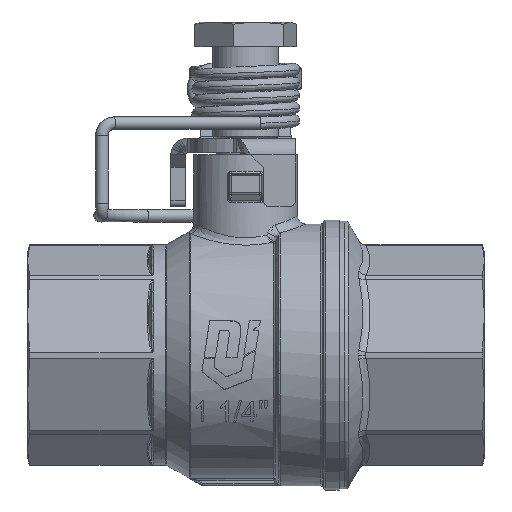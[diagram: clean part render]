
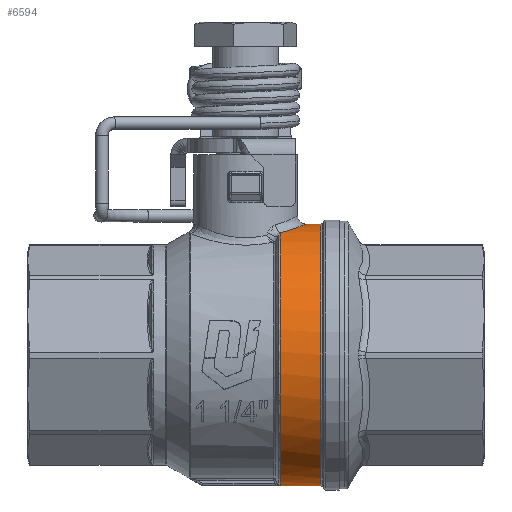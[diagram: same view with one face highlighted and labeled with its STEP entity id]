
A CAD part, front view. The second image highlights one B-rep face of the part: STEP entity #6594.
In plain terms, the highlighted cylindrical face has radius 31.5 mm (diameter 63 mm), a full revolution.
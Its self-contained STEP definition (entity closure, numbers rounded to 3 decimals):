
#6395=CARTESIAN_POINT('',(18.134,31.5,0.));
#6396=VERTEX_POINT('',#6395);
#6404=CARTESIAN_POINT('',(18.134,0.,31.5));
#6405=VERTEX_POINT('',#6404);
#6406=CARTESIAN_POINT('',(18.134,0.,0.));
#6407=DIRECTION('',(1.,0.,0.));
#6408=DIRECTION('',(0.,1.,-0.));
#6409=AXIS2_PLACEMENT_3D('',#6406,#6407,#6408);
#6410=CIRCLE('',#6409,31.5);
#6411=EDGE_CURVE('',#6396,#6405,#6410,.T.);
#6413=CARTESIAN_POINT('',(18.134,-31.5,0.));
#6414=VERTEX_POINT('',#6413);
#6415=CARTESIAN_POINT('',(18.134,0.,0.));
#6416=DIRECTION('',(1.,0.,0.));
#6417=DIRECTION('',(0.,1.,-0.));
#6418=AXIS2_PLACEMENT_3D('',#6415,#6416,#6417);
#6419=CIRCLE('',#6418,31.5);
#6420=EDGE_CURVE('',#6405,#6414,#6419,.T.);
#6422=CARTESIAN_POINT('',(18.134,0.,-31.5));
#6423=VERTEX_POINT('',#6422);
#6424=CARTESIAN_POINT('',(18.134,0.,0.));
#6425=DIRECTION('',(1.,0.,0.));
#6426=DIRECTION('',(0.,1.,-0.));
#6427=AXIS2_PLACEMENT_3D('',#6424,#6425,#6426);
#6428=CIRCLE('',#6427,31.5);
#6429=EDGE_CURVE('',#6414,#6423,#6428,.T.);
#6431=CARTESIAN_POINT('',(18.134,0.,0.));
#6432=DIRECTION('',(1.,0.,0.));
#6433=DIRECTION('',(0.,1.,-0.));
#6434=AXIS2_PLACEMENT_3D('',#6431,#6432,#6433);
#6435=CIRCLE('',#6434,31.5);
#6436=EDGE_CURVE('',#6423,#6396,#6435,.T.);
#6446=CARTESIAN_POINT('',(13.211,0.,0.));
#6447=DIRECTION('',(-1.,0.,0.));
#6448=DIRECTION('',(0.,0.,1.));
#6449=AXIS2_PLACEMENT_3D('',#6446,#6447,#6448);
#6450=CYLINDRICAL_SURFACE('',#6449,31.5);
#6451=CARTESIAN_POINT('',(14.497,0.,31.499));
#6452=VERTEX_POINT('',#6451);
#6453=CARTESIAN_POINT('',(14.497,0.,31.5));
#6454=DIRECTION('',(1.,-0.,-0.));
#6455=VECTOR('',#6454,3.637);
#6456=LINE('',#6453,#6455);
#6457=EDGE_CURVE('',#6452,#6405,#6456,.T.);
#6458=ORIENTED_EDGE('',*,*,#6457,.T.);
#6459=ORIENTED_EDGE('',*,*,#6411,.F.);
#6460=ORIENTED_EDGE('',*,*,#6436,.F.);
#6461=ORIENTED_EDGE('',*,*,#6429,.F.);
#6462=ORIENTED_EDGE('',*,*,#6420,.F.);
#6463=ORIENTED_EDGE('',*,*,#6457,.F.);
#6464=CARTESIAN_POINT('',(8.289,-11.187,29.447));
#6465=VERTEX_POINT('',#6464);
#6466=CARTESIAN_POINT('',(8.289,-11.187,29.447));
#6467=CARTESIAN_POINT('',(10.17,-9.955,29.915));
#6468=CARTESIAN_POINT('',(11.746,-8.29,30.454));
#6469=CARTESIAN_POINT('',(12.83,-6.358,30.852));
#6470=CARTESIAN_POINT('',(13.372,-5.392,31.051));
#6471=CARTESIAN_POINT('',(13.788,-4.357,31.216));
#6472=CARTESIAN_POINT('',(14.068,-3.286,31.328));
#6473=CARTESIAN_POINT('',(14.348,-2.214,31.441));
#6474=CARTESIAN_POINT('',(14.494,-1.107,31.5));
#6475=CARTESIAN_POINT('',(14.497,0.,31.5));
#6476=B_SPLINE_CURVE_WITH_KNOTS('',3,(#6466,#6467,#6468,#6469,#6470,#6471,#6472,#6473,#6474,#6475),.UNSPECIFIED.,.F.,.F.,(4,3,3,4),(-2.818,-2.114,-1.762,-1.41),.UNSPECIFIED.);
#6477=EDGE_CURVE('',#6465,#6452,#6476,.T.);
#6478=ORIENTED_EDGE('',*,*,#6477,.F.);
#6479=CARTESIAN_POINT('',(8.289,-31.184,-4.452));
#6480=VERTEX_POINT('',#6479);
#6481=CARTESIAN_POINT('',(8.289,0.,0.));
#6482=DIRECTION('',(-1.,0.,0.));
#6483=DIRECTION('',(0.,0.,1.));
#6484=AXIS2_PLACEMENT_3D('',#6481,#6482,#6483);
#6485=CIRCLE('',#6484,31.5);
#6486=EDGE_CURVE('',#6480,#6465,#6485,.T.);
#6487=ORIENTED_EDGE('',*,*,#6486,.F.);
#6488=CARTESIAN_POINT('',(8.289,-2.5,-31.401));
#6489=VERTEX_POINT('',#6488);
#6490=CARTESIAN_POINT('',(8.289,0.,0.));
#6491=DIRECTION('',(-1.,0.,0.));
#6492=DIRECTION('',(0.,0.,1.));
#6493=AXIS2_PLACEMENT_3D('',#6490,#6491,#6492);
#6494=CIRCLE('',#6493,31.5);
#6495=EDGE_CURVE('',#6489,#6480,#6494,.T.);
#6496=ORIENTED_EDGE('',*,*,#6495,.F.);
#6497=CARTESIAN_POINT('',(7.171,-1.524,-31.463));
#6498=VERTEX_POINT('',#6497);
#6499=CARTESIAN_POINT('',(7.171,-1.524,-31.463));
#6500=CARTESIAN_POINT('',(7.443,-1.524,-31.463));
#6501=CARTESIAN_POINT('',(7.72,-1.611,-31.459));
#6502=CARTESIAN_POINT('',(7.933,-1.784,-31.449));
#6503=CARTESIAN_POINT('',(8.04,-1.871,-31.445));
#6504=CARTESIAN_POINT('',(8.13,-1.979,-31.438));
#6505=CARTESIAN_POINT('',(8.192,-2.102,-31.43));
#6506=CARTESIAN_POINT('',(8.254,-2.225,-31.422));
#6507=CARTESIAN_POINT('',(8.289,-2.362,-31.412));
#6508=CARTESIAN_POINT('',(8.289,-2.5,-31.401));
#6509=B_SPLINE_CURVE_WITH_KNOTS('',3,(#6499,#6500,#6501,#6502,#6503,#6504,#6505,#6506,#6507,#6508),.UNSPECIFIED.,.F.,.F.,(4,3,3,4),(0.,0.081,0.122,0.163),.UNSPECIFIED.);
#6510=EDGE_CURVE('',#6498,#6489,#6509,.T.);
#6511=ORIENTED_EDGE('',*,*,#6510,.F.);
#6512=CARTESIAN_POINT('',(-10.335,-1.524,-31.463));
#6513=VERTEX_POINT('',#6512);
#6514=CARTESIAN_POINT('',(-10.335,-1.524,-31.463));
#6515=DIRECTION('',(1.,-0.,-0.));
#6516=VECTOR('',#6515,17.506);
#6517=LINE('',#6514,#6516);
#6518=EDGE_CURVE('',#6513,#6498,#6517,.T.);
#6519=ORIENTED_EDGE('',*,*,#6518,.F.);
#6520=CARTESIAN_POINT('',(-10.335,0.,-31.5));
#6521=VERTEX_POINT('',#6520);
#6522=CARTESIAN_POINT('',(-10.335,0.,0.));
#6523=DIRECTION('',(1.,-0.,-0.));
#6524=DIRECTION('',(0.,0.,1.));
#6525=AXIS2_PLACEMENT_3D('',#6522,#6523,#6524);
#6526=CIRCLE('',#6525,31.5);
#6527=EDGE_CURVE('',#6513,#6521,#6526,.T.);
#6528=ORIENTED_EDGE('',*,*,#6527,.T.);
#6529=CARTESIAN_POINT('',(-10.335,1.524,-31.463));
#6530=VERTEX_POINT('',#6529);
#6531=CARTESIAN_POINT('',(-10.335,0.,0.));
#6532=DIRECTION('',(1.,-0.,-0.));
#6533=DIRECTION('',(0.,0.,1.));
#6534=AXIS2_PLACEMENT_3D('',#6531,#6532,#6533);
#6535=CIRCLE('',#6534,31.5);
#6536=EDGE_CURVE('',#6521,#6530,#6535,.T.);
#6537=ORIENTED_EDGE('',*,*,#6536,.T.);
#6538=CARTESIAN_POINT('',(7.171,1.524,-31.463));
#6539=VERTEX_POINT('',#6538);
#6540=CARTESIAN_POINT('',(7.171,1.524,-31.463));
#6541=DIRECTION('',(-1.,0.,0.));
#6542=VECTOR('',#6541,17.506);
#6543=LINE('',#6540,#6542);
#6544=EDGE_CURVE('',#6539,#6530,#6543,.T.);
#6545=ORIENTED_EDGE('',*,*,#6544,.F.);
#6546=CARTESIAN_POINT('',(8.289,2.5,-31.401));
#6547=VERTEX_POINT('',#6546);
#6548=CARTESIAN_POINT('',(8.289,2.5,-31.401));
#6549=CARTESIAN_POINT('',(8.289,2.362,-31.412));
#6550=CARTESIAN_POINT('',(8.255,2.226,-31.422));
#6551=CARTESIAN_POINT('',(8.193,2.103,-31.43));
#6552=CARTESIAN_POINT('',(8.131,1.979,-31.438));
#6553=CARTESIAN_POINT('',(8.04,1.871,-31.445));
#6554=CARTESIAN_POINT('',(7.934,1.785,-31.449));
#6555=CARTESIAN_POINT('',(7.721,1.612,-31.459));
#6556=CARTESIAN_POINT('',(7.443,1.524,-31.463));
#6557=CARTESIAN_POINT('',(7.171,1.524,-31.463));
#6558=B_SPLINE_CURVE_WITH_KNOTS('',3,(#6548,#6549,#6550,#6551,#6552,#6553,#6554,#6555,#6556,#6557),.UNSPECIFIED.,.F.,.F.,(4,3,3,4),(0.,0.041,0.081,0.163),.UNSPECIFIED.);
#6559=EDGE_CURVE('',#6547,#6539,#6558,.T.);
#6560=ORIENTED_EDGE('',*,*,#6559,.F.);
#6561=CARTESIAN_POINT('',(8.289,31.5,0.));
#6562=VERTEX_POINT('',#6561);
#6563=CARTESIAN_POINT('',(8.289,0.,0.));
#6564=DIRECTION('',(-1.,0.,0.));
#6565=DIRECTION('',(0.,0.,1.));
#6566=AXIS2_PLACEMENT_3D('',#6563,#6564,#6565);
#6567=CIRCLE('',#6566,31.5);
#6568=EDGE_CURVE('',#6562,#6547,#6567,.T.);
#6569=ORIENTED_EDGE('',*,*,#6568,.F.);
#6570=CARTESIAN_POINT('',(8.289,11.187,29.447));
#6571=VERTEX_POINT('',#6570);
#6572=CARTESIAN_POINT('',(8.289,0.,0.));
#6573=DIRECTION('',(-1.,0.,0.));
#6574=DIRECTION('',(0.,0.,1.));
#6575=AXIS2_PLACEMENT_3D('',#6572,#6573,#6574);
#6576=CIRCLE('',#6575,31.5);
#6577=EDGE_CURVE('',#6571,#6562,#6576,.T.);
#6578=ORIENTED_EDGE('',*,*,#6577,.F.);
#6579=CARTESIAN_POINT('',(14.497,0.,31.5));
#6580=CARTESIAN_POINT('',(14.5,1.109,31.5));
#6581=CARTESIAN_POINT('',(14.358,2.217,31.44));
#6582=CARTESIAN_POINT('',(14.073,3.289,31.328));
#6583=CARTESIAN_POINT('',(13.789,4.361,31.215));
#6584=CARTESIAN_POINT('',(13.366,5.396,31.05));
#6585=CARTESIAN_POINT('',(12.823,6.361,30.851));
#6586=CARTESIAN_POINT('',(11.737,8.292,30.453));
#6587=CARTESIAN_POINT('',(10.174,9.952,29.916));
#6588=CARTESIAN_POINT('',(8.289,11.187,29.447));
#6589=B_SPLINE_CURVE_WITH_KNOTS('',3,(#6579,#6580,#6581,#6582,#6583,#6584,#6585,#6586,#6587,#6588),.UNSPECIFIED.,.F.,.F.,(4,3,3,4),(-1.41,-1.058,-0.705,0.),.UNSPECIFIED.);
#6590=EDGE_CURVE('',#6452,#6571,#6589,.T.);
#6591=ORIENTED_EDGE('',*,*,#6590,.F.);
#6592=EDGE_LOOP('',(#6458,#6459,#6460,#6461,#6462,#6463,#6478,#6487,#6496,#6511,#6519,#6528,#6537,#6545,#6560,#6569,#6578,#6591));
#6593=FACE_BOUND('',#6592,.T.);
#6594=ADVANCED_FACE('',(#6593),#6450,.T.);
